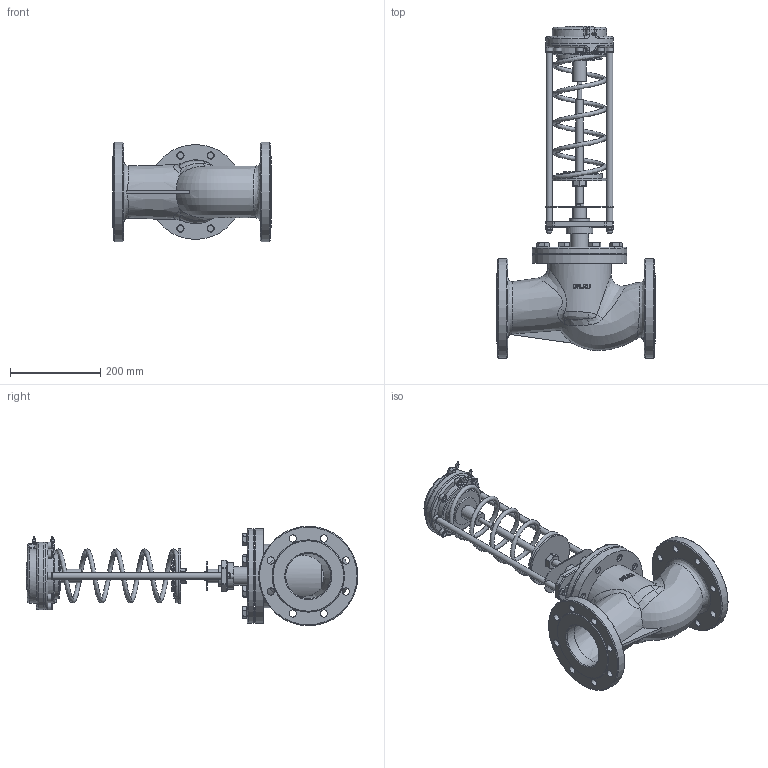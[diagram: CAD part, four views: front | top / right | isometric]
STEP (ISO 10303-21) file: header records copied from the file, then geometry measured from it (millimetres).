
FILE_DESCRIPTION(/* description */ (''),/* implementation_level */ '2;1');
FILE_NAME(/* name */ 'DN100_3D_STEP.stp',/* time_stamp */ '2024-04-25T10:51:35+03:00',/* author */ ('igorr'),/* organization */ (''),/* preprocessor_version */ 'ST-DEVELOPER v19.2',/* originating_system */ 'Autodesk Inventor 2023',/* authorisation */ '');
FILE_SCHEMA (('AUTOMOTIVE_DESIGN { 1 0 10303 214 3 1 1 }'));
Length unit declared in the file: millimetre
Products named in the file (6): Сборка; Деталь2; Деталь1; CNS 4473 - M 8; AS 1420 - 1973 - M10 x 20; AS 1110 - M16 x 30
Assembly tree (20 placements, depth 2):
  Сборка
    Деталь2
    Деталь1
    CNS 4473 - M 8  x2
    AS 1420 - 1973 - M10 x 20  x8
    AS 1110 - M16 x 30  x8
Bounding box: 350 x 735 x 220 mm (x, y, z)
Volume: 7082276.9 mm3; surface area: 863684.7 mm2
Topology: 20 solids, 21 shells, 790 faces, 1887 edges, 1186 vertices
Faces by surface type: plane 355, cylinder 204, cone 114, bspline 56, torus 55, sphere 6
Full cylindrical faces by diameter (mm): 1 x2, 4 x2, 4.5 x10, 5 x2, 6.1 x8, 6.647 x2, 6.657 x1, 10 x9, 12.5 x2, 13.606 x2, 13.63 x2, 16 x50, 24 x8, 30 x2, 40 x1, 45 x1, 58.879 x1, 60 x1, 63.693 x1, 65 x1, 70 x1, 100 x4, 120 x2, 140 x1, 150 x2, 210 x2, 220 x2
Entity records: 22105 total; most frequent: CARTESIAN_POINT 9524, DIRECTION 2472, ORIENTED_EDGE 2434, EDGE_CURVE 1217, AXIS2_PLACEMENT_3D 1006, VERTEX_POINT 775, EDGE_LOOP 634, CIRCLE 531
